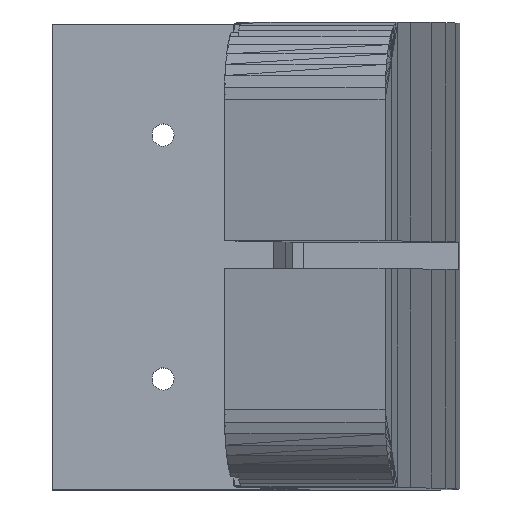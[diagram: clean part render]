
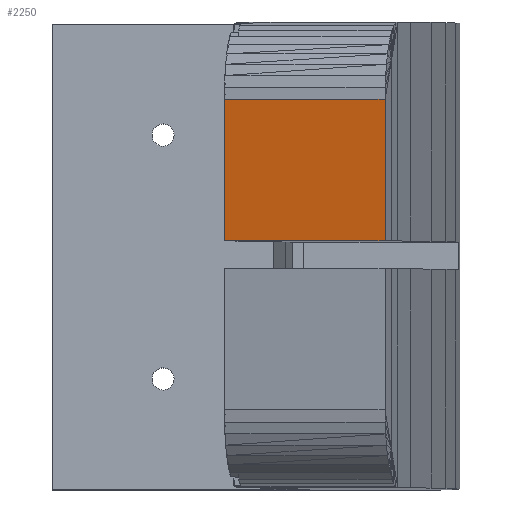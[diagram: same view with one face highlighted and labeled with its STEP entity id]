
A CAD part, top view. The second image highlights one B-rep face of the part: STEP entity #2250.
In plain terms, the highlighted planar face has unit normal (-0.255, 0, 0.967).
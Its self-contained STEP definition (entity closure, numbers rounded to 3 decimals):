
#538 = DIRECTION ( 'NONE',  ( -0.967, 0., -0.255 ) ) ;
#635 = DIRECTION ( 'NONE',  ( 0., -1., 0. ) ) ;
#1025 = CARTESIAN_POINT ( 'NONE',  ( 30.023, 22.65, 125. ) ) ;
#1461 = ORIENTED_EDGE ( 'NONE', *, *, #4078, .F. ) ;
#1503 = LINE ( 'NONE', #8080, #2539 ) ;
#1847 = EDGE_CURVE ( 'NONE', #3664, #9248, #6791, .T. ) ;
#1931 = CARTESIAN_POINT ( 'NONE',  ( 15.519, 22.65, 121.174 ) ) ;
#2250 = ADVANCED_FACE ( 'NONE', ( #3684 ), #4868, .F. ) ;
#2328 = ORIENTED_EDGE ( 'NONE', *, *, #1847, .T. ) ;
#2539 = VECTOR ( 'NONE', #9529, 1000. ) ;
#2771 = AXIS2_PLACEMENT_3D ( 'NONE', #4101, #3465, #538 ) ;
#3465 = DIRECTION ( 'NONE',  ( 0.255, 0., -0.967 ) ) ;
#3664 = VERTEX_POINT ( 'NONE', #8965 ) ;
#3684 = FACE_OUTER_BOUND ( 'NONE', #6544, .T. ) ;
#3770 = CARTESIAN_POINT ( 'NONE',  ( 15.519, 7.4, 121.174 ) ) ;
#4078 = EDGE_CURVE ( 'NONE', #7014, #9248, #7711, .T. ) ;
#4101 = CARTESIAN_POINT ( 'NONE',  ( -28.879, 0., 109.46 ) ) ;
#4868 = PLANE ( 'NONE',  #2771 ) ;
#5021 = EDGE_CURVE ( 'NONE', #3664, #6990, #6299, .T. ) ;
#5755 = VECTOR ( 'NONE', #7359, 1000. ) ;
#5794 = CARTESIAN_POINT ( 'NONE',  ( 30.023, 35.4, 125. ) ) ;
#5882 = VECTOR ( 'NONE', #9469, 1000. ) ;
#5965 = CARTESIAN_POINT ( 'NONE',  ( 15.519, 35.4, 121.174 ) ) ;
#6299 = LINE ( 'NONE', #5794, #8470 ) ;
#6544 = EDGE_LOOP ( 'NONE', ( #1461, #8229, #6885, #2328 ) ) ;
#6791 = LINE ( 'NONE', #8065, #5755 ) ;
#6885 = ORIENTED_EDGE ( 'NONE', *, *, #5021, .F. ) ;
#6990 = VERTEX_POINT ( 'NONE', #1025 ) ;
#7014 = VERTEX_POINT ( 'NONE', #1931 ) ;
#7324 = EDGE_CURVE ( 'NONE', #7014, #6990, #1503, .T. ) ;
#7359 = DIRECTION ( 'NONE',  ( -0.967, 0., -0.255 ) ) ;
#7711 = LINE ( 'NONE', #3770, #5882 ) ;
#8065 = CARTESIAN_POINT ( 'NONE',  ( 30.023, 35.4, 125. ) ) ;
#8080 = CARTESIAN_POINT ( 'NONE',  ( -28.879, 22.65, 109.46 ) ) ;
#8229 = ORIENTED_EDGE ( 'NONE', *, *, #7324, .T. ) ;
#8470 = VECTOR ( 'NONE', #635, 1000. ) ;
#8965 = CARTESIAN_POINT ( 'NONE',  ( 30.023, 35.4, 125. ) ) ;
#9248 = VERTEX_POINT ( 'NONE', #5965 ) ;
#9469 = DIRECTION ( 'NONE',  ( 0., 1., 0. ) ) ;
#9529 = DIRECTION ( 'NONE',  ( 0.967, 0., 0.255 ) ) ;
